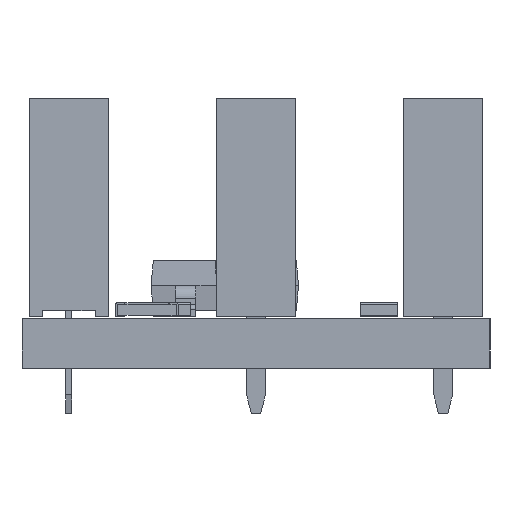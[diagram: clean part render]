
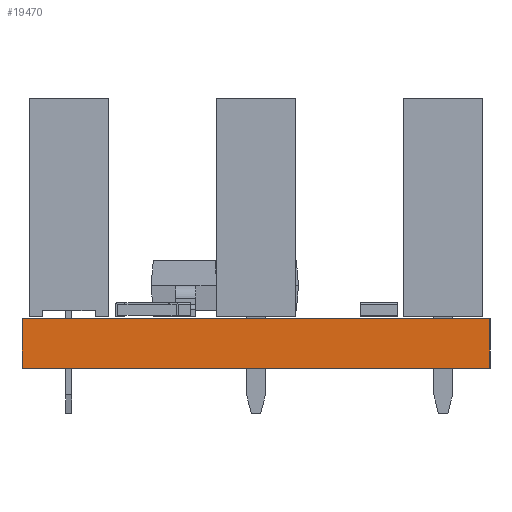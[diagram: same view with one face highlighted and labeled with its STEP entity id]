
A CAD part, left-side view. The second image highlights one B-rep face of the part: STEP entity #19470.
In plain terms, the highlighted planar face has unit normal (-1, 0, 0).
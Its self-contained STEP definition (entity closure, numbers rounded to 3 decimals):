
#17953 = PLANE('',#17954);
#17954 = AXIS2_PLACEMENT_3D('',#17955,#17956,#17957);
#17955 = CARTESIAN_POINT('',(155.005,-87.38,1.6));
#17956 = DIRECTION('',(-0.,-0.,-1.));
#17957 = DIRECTION('',(-1.,0.,0.));
#18007 = PLANE('',#18008);
#18008 = AXIS2_PLACEMENT_3D('',#18009,#18010,#18011);
#18009 = CARTESIAN_POINT('',(155.005,-87.38,0.));
#18010 = DIRECTION('',(-0.,-0.,-1.));
#18011 = DIRECTION('',(-1.,0.,0.));
#18040 = PLANE('',#18041);
#18041 = AXIS2_PLACEMENT_3D('',#18042,#18043,#18044);
#18042 = CARTESIAN_POINT('',(140.,-80.,0.));
#18043 = DIRECTION('',(0.,1.,0.));
#18044 = DIRECTION('',(1.,0.,0.));
#18452 = VERTEX_POINT('',#18453);
#18453 = CARTESIAN_POINT('',(140.,-95.,0.));
#18467 = PLANE('',#18468);
#18468 = AXIS2_PLACEMENT_3D('',#18469,#18470,#18471);
#18469 = CARTESIAN_POINT('',(153.5,-95.,0.));
#18470 = DIRECTION('',(0.,-1.,0.));
#18471 = DIRECTION('',(-1.,0.,0.));
#18479 = EDGE_CURVE('',#18452,#18480,#18482,.T.);
#18480 = VERTEX_POINT('',#18481);
#18481 = CARTESIAN_POINT('',(140.,-80.,0.));
#18482 = SURFACE_CURVE('',#18483,(#18487,#18494),.PCURVE_S1.);
#18483 = LINE('',#18484,#18485);
#18484 = CARTESIAN_POINT('',(140.,-95.,0.));
#18485 = VECTOR('',#18486,1.);
#18486 = DIRECTION('',(0.,1.,0.));
#18487 = PCURVE('',#18007,#18488);
#18488 = DEFINITIONAL_REPRESENTATION('',(#18489),#18493);
#18489 = LINE('',#18490,#18491);
#18490 = CARTESIAN_POINT('',(15.005,-7.62));
#18491 = VECTOR('',#18492,1.);
#18492 = DIRECTION('',(0.,1.));
#18493 = ( GEOMETRIC_REPRESENTATION_CONTEXT(2) 
PARAMETRIC_REPRESENTATION_CONTEXT() REPRESENTATION_CONTEXT('2D SPACE',''
  ) );
#18494 = PCURVE('',#18495,#18500);
#18495 = PLANE('',#18496);
#18496 = AXIS2_PLACEMENT_3D('',#18497,#18498,#18499);
#18497 = CARTESIAN_POINT('',(140.,-95.,0.));
#18498 = DIRECTION('',(-1.,0.,0.));
#18499 = DIRECTION('',(0.,1.,0.));
#18500 = DEFINITIONAL_REPRESENTATION('',(#18501),#18505);
#18501 = LINE('',#18502,#18503);
#18502 = CARTESIAN_POINT('',(0.,0.));
#18503 = VECTOR('',#18504,1.);
#18504 = DIRECTION('',(1.,0.));
#18505 = ( GEOMETRIC_REPRESENTATION_CONTEXT(2) 
PARAMETRIC_REPRESENTATION_CONTEXT() REPRESENTATION_CONTEXT('2D SPACE',''
  ) );
#19080 = VERTEX_POINT('',#19081);
#19081 = CARTESIAN_POINT('',(140.,-95.,1.6));
#19102 = EDGE_CURVE('',#19080,#19103,#19105,.T.);
#19103 = VERTEX_POINT('',#19104);
#19104 = CARTESIAN_POINT('',(140.,-80.,1.6));
#19105 = SURFACE_CURVE('',#19106,(#19110,#19117),.PCURVE_S1.);
#19106 = LINE('',#19107,#19108);
#19107 = CARTESIAN_POINT('',(140.,-95.,1.6));
#19108 = VECTOR('',#19109,1.);
#19109 = DIRECTION('',(0.,1.,0.));
#19110 = PCURVE('',#17953,#19111);
#19111 = DEFINITIONAL_REPRESENTATION('',(#19112),#19116);
#19112 = LINE('',#19113,#19114);
#19113 = CARTESIAN_POINT('',(15.005,-7.62));
#19114 = VECTOR('',#19115,1.);
#19115 = DIRECTION('',(0.,1.));
#19116 = ( GEOMETRIC_REPRESENTATION_CONTEXT(2) 
PARAMETRIC_REPRESENTATION_CONTEXT() REPRESENTATION_CONTEXT('2D SPACE',''
  ) );
#19117 = PCURVE('',#18495,#19118);
#19118 = DEFINITIONAL_REPRESENTATION('',(#19119),#19123);
#19119 = LINE('',#19120,#19121);
#19120 = CARTESIAN_POINT('',(0.,-1.6));
#19121 = VECTOR('',#19122,1.);
#19122 = DIRECTION('',(1.,0.));
#19123 = ( GEOMETRIC_REPRESENTATION_CONTEXT(2) 
PARAMETRIC_REPRESENTATION_CONTEXT() REPRESENTATION_CONTEXT('2D SPACE',''
  ) );
#19420 = EDGE_CURVE('',#18480,#19103,#19421,.T.);
#19421 = SURFACE_CURVE('',#19422,(#19426,#19433),.PCURVE_S1.);
#19422 = LINE('',#19423,#19424);
#19423 = CARTESIAN_POINT('',(140.,-80.,0.));
#19424 = VECTOR('',#19425,1.);
#19425 = DIRECTION('',(0.,0.,1.));
#19426 = PCURVE('',#18040,#19427);
#19427 = DEFINITIONAL_REPRESENTATION('',(#19428),#19432);
#19428 = LINE('',#19429,#19430);
#19429 = CARTESIAN_POINT('',(0.,0.));
#19430 = VECTOR('',#19431,1.);
#19431 = DIRECTION('',(0.,-1.));
#19432 = ( GEOMETRIC_REPRESENTATION_CONTEXT(2) 
PARAMETRIC_REPRESENTATION_CONTEXT() REPRESENTATION_CONTEXT('2D SPACE',''
  ) );
#19433 = PCURVE('',#18495,#19434);
#19434 = DEFINITIONAL_REPRESENTATION('',(#19435),#19439);
#19435 = LINE('',#19436,#19437);
#19436 = CARTESIAN_POINT('',(15.,0.));
#19437 = VECTOR('',#19438,1.);
#19438 = DIRECTION('',(0.,-1.));
#19439 = ( GEOMETRIC_REPRESENTATION_CONTEXT(2) 
PARAMETRIC_REPRESENTATION_CONTEXT() REPRESENTATION_CONTEXT('2D SPACE',''
  ) );
#19470 = ADVANCED_FACE('',(#19471),#18495,.T.);
#19471 = FACE_BOUND('',#19472,.T.);
#19472 = EDGE_LOOP('',(#19473,#19494,#19495,#19496));
#19473 = ORIENTED_EDGE('',*,*,#19474,.T.);
#19474 = EDGE_CURVE('',#18452,#19080,#19475,.T.);
#19475 = SURFACE_CURVE('',#19476,(#19480,#19487),.PCURVE_S1.);
#19476 = LINE('',#19477,#19478);
#19477 = CARTESIAN_POINT('',(140.,-95.,0.));
#19478 = VECTOR('',#19479,1.);
#19479 = DIRECTION('',(0.,0.,1.));
#19480 = PCURVE('',#18495,#19481);
#19481 = DEFINITIONAL_REPRESENTATION('',(#19482),#19486);
#19482 = LINE('',#19483,#19484);
#19483 = CARTESIAN_POINT('',(0.,0.));
#19484 = VECTOR('',#19485,1.);
#19485 = DIRECTION('',(0.,-1.));
#19486 = ( GEOMETRIC_REPRESENTATION_CONTEXT(2) 
PARAMETRIC_REPRESENTATION_CONTEXT() REPRESENTATION_CONTEXT('2D SPACE',''
  ) );
#19487 = PCURVE('',#18467,#19488);
#19488 = DEFINITIONAL_REPRESENTATION('',(#19489),#19493);
#19489 = LINE('',#19490,#19491);
#19490 = CARTESIAN_POINT('',(13.5,0.));
#19491 = VECTOR('',#19492,1.);
#19492 = DIRECTION('',(0.,-1.));
#19493 = ( GEOMETRIC_REPRESENTATION_CONTEXT(2) 
PARAMETRIC_REPRESENTATION_CONTEXT() REPRESENTATION_CONTEXT('2D SPACE',''
  ) );
#19494 = ORIENTED_EDGE('',*,*,#19102,.T.);
#19495 = ORIENTED_EDGE('',*,*,#19420,.F.);
#19496 = ORIENTED_EDGE('',*,*,#18479,.F.);
